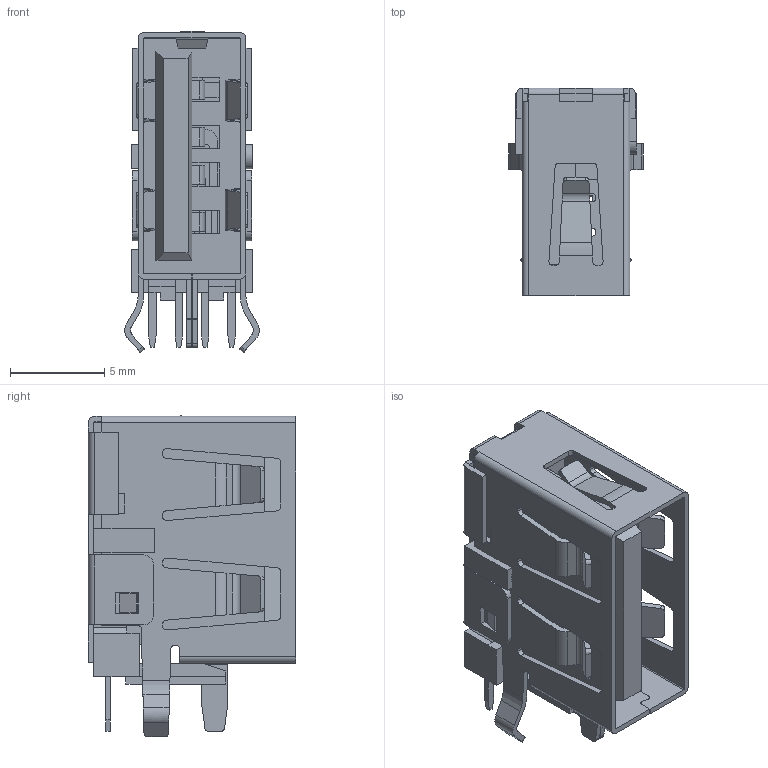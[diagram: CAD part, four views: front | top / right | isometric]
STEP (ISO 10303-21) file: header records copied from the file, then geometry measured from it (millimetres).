
FILE_DESCRIPTION( ( 'Unknown' ), '1' );
FILE_NAME( '614004184726.stp', 'Unknown', ( 'Unknown' ), ( 'Unknown' ), 'PSStep 17.0.49', 'Unknown', ' ' );
FILE_SCHEMA( ( 'AUTOMOTIVE_DESIGN { 1 0 10303 214 1 1 1 1 }' ) );
Length unit declared in the file: millimetre
Products named in the file (7): Assem1; 614004184726; 614004184726_Pin1; 614004184726_Pin2; 614004184726_Pin3; 614004184726_Pin4; 614004184726_Shielding
Assembly tree (6 placements, depth 2):
  Assem1
    614004184726
    614004184726_Pin1
    614004184726_Pin2
    614004184726_Pin3
    614004184726_Pin4
    614004184726_Shielding
Bounding box: 7.12 x 11 x 17.04 mm (x, y, z)
Volume: 350.8 mm3; surface area: 1803.4 mm2
Topology: 6 solids, 6 shells, 713 faces, 2064 edges, 1354 vertices
Faces by surface type: plane 536, cylinder 177
Entity records: 29118 total; most frequent: CARTESIAN_POINT 4138, ORIENTED_EDGE 4128, DIRECTION 3858, EDGE_CURVE 2064, LINE 1710, VECTOR 1710, VERTEX_POINT 1354, AXIS2_PLACEMENT_3D 1074
